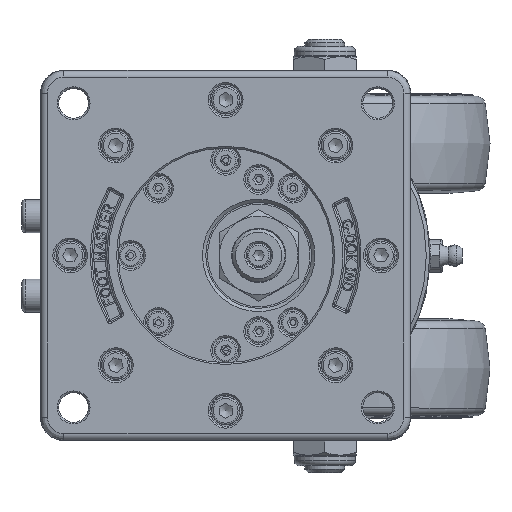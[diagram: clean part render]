
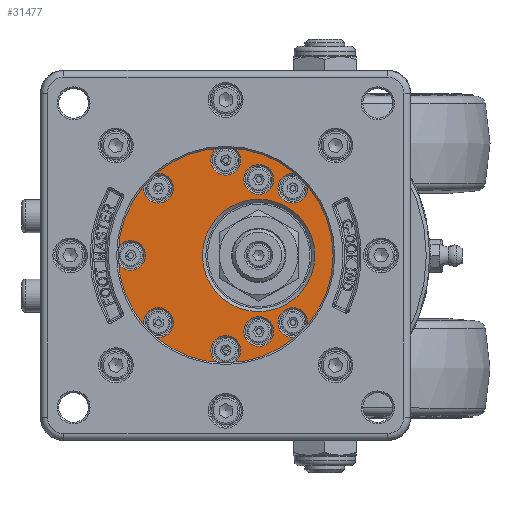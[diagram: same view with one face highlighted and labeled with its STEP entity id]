
A CAD part, top view. The second image highlights one B-rep face of the part: STEP entity #31477.
In plain terms, the highlighted planar face has unit normal (0, 0, 1).
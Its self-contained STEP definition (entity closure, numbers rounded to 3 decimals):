
#6727=FACE_BOUND('',#9129,.T.);
#6728=FACE_BOUND('',#9130,.T.);
#6729=FACE_BOUND('',#9131,.T.);
#6730=FACE_BOUND('',#9132,.T.);
#6731=FACE_BOUND('',#9133,.T.);
#6732=FACE_BOUND('',#9134,.T.);
#6733=FACE_BOUND('',#9135,.T.);
#6734=FACE_BOUND('',#9136,.T.);
#6735=FACE_BOUND('',#9137,.T.);
#6736=FACE_BOUND('',#9138,.T.);
#7309=FACE_OUTER_BOUND('',#9128,.T.);
#9128=EDGE_LOOP('',(#21211));
#9129=EDGE_LOOP('',(#21212));
#9130=EDGE_LOOP('',(#21213));
#9131=EDGE_LOOP('',(#21214));
#9132=EDGE_LOOP('',(#21215));
#9133=EDGE_LOOP('',(#21216));
#9134=EDGE_LOOP('',(#21217));
#9135=EDGE_LOOP('',(#21218));
#9136=EDGE_LOOP('',(#21219));
#9137=EDGE_LOOP('',(#21220));
#9138=EDGE_LOOP('',(#21221));
#10936=CIRCLE('',#33533,34.5);
#10937=CIRCLE('',#33535,17.);
#10942=CIRCLE('',#33543,4.5);
#10945=CIRCLE('',#33548,4.5);
#10948=CIRCLE('',#33553,4.5);
#10951=CIRCLE('',#33558,4.5);
#10954=CIRCLE('',#33563,4.5);
#10957=CIRCLE('',#33568,4.5);
#10960=CIRCLE('',#33573,4.5);
#10963=CIRCLE('',#33578,4.5);
#10964=CIRCLE('',#33580,4.5);
#12174=VERTEX_POINT('',#52514);
#12175=VERTEX_POINT('',#52518);
#12180=VERTEX_POINT('',#52534);
#12183=VERTEX_POINT('',#52544);
#12186=VERTEX_POINT('',#52554);
#12189=VERTEX_POINT('',#52564);
#12192=VERTEX_POINT('',#52574);
#12195=VERTEX_POINT('',#52584);
#12198=VERTEX_POINT('',#52594);
#12201=VERTEX_POINT('',#52604);
#12202=VERTEX_POINT('',#52608);
#15571=EDGE_CURVE('',#12174,#12174,#10936,.T.);
#15572=EDGE_CURVE('',#12175,#12175,#10937,.T.);
#15580=EDGE_CURVE('',#12180,#12180,#10942,.T.);
#15585=EDGE_CURVE('',#12183,#12183,#10945,.T.);
#15590=EDGE_CURVE('',#12186,#12186,#10948,.T.);
#15595=EDGE_CURVE('',#12189,#12189,#10951,.T.);
#15600=EDGE_CURVE('',#12192,#12192,#10954,.T.);
#15605=EDGE_CURVE('',#12195,#12195,#10957,.T.);
#15610=EDGE_CURVE('',#12198,#12198,#10960,.T.);
#15615=EDGE_CURVE('',#12201,#12201,#10963,.T.);
#15617=EDGE_CURVE('',#12202,#12202,#10964,.T.);
#21211=ORIENTED_EDGE('',*,*,#15571,.F.);
#21212=ORIENTED_EDGE('',*,*,#15615,.F.);
#21213=ORIENTED_EDGE('',*,*,#15605,.F.);
#21214=ORIENTED_EDGE('',*,*,#15595,.F.);
#21215=ORIENTED_EDGE('',*,*,#15585,.F.);
#21216=ORIENTED_EDGE('',*,*,#15572,.F.);
#21217=ORIENTED_EDGE('',*,*,#15580,.F.);
#21218=ORIENTED_EDGE('',*,*,#15590,.F.);
#21219=ORIENTED_EDGE('',*,*,#15600,.F.);
#21220=ORIENTED_EDGE('',*,*,#15610,.F.);
#21221=ORIENTED_EDGE('',*,*,#15617,.F.);
#28728=PLANE('',#33579);
#31477=ADVANCED_FACE('',(#7309,#6727,#6728,#6729,#6730,#6731,#6732,#6733,
#6734,#6735,#6736),#28728,.F.);
#33533=AXIS2_PLACEMENT_3D('',#52516,#37005,#37006);
#33535=AXIS2_PLACEMENT_3D('',#52519,#37009,#37010);
#33543=AXIS2_PLACEMENT_3D('',#52535,#37028,#37029);
#33548=AXIS2_PLACEMENT_3D('',#52545,#37040,#37041);
#33553=AXIS2_PLACEMENT_3D('',#52555,#37052,#37053);
#33558=AXIS2_PLACEMENT_3D('',#52565,#37064,#37065);
#33563=AXIS2_PLACEMENT_3D('',#52575,#37076,#37077);
#33568=AXIS2_PLACEMENT_3D('',#52585,#37088,#37089);
#33573=AXIS2_PLACEMENT_3D('',#52595,#37100,#37101);
#33578=AXIS2_PLACEMENT_3D('',#52605,#37112,#37113);
#33579=AXIS2_PLACEMENT_3D('',#52607,#37115,#37116);
#33580=AXIS2_PLACEMENT_3D('',#52609,#37117,#37118);
#37005=DIRECTION('center_axis',(0.,0.,
-1.));
#37006=DIRECTION('ref_axis',(-1.,0.,0.));
#37009=DIRECTION('center_axis',(0.,0.,
1.));
#37010=DIRECTION('ref_axis',(1.,0.,0.));
#37028=DIRECTION('center_axis',(0.,0.,
1.));
#37029=DIRECTION('ref_axis',(1.,0.,0.));
#37040=DIRECTION('center_axis',(0.,0.,
1.));
#37041=DIRECTION('ref_axis',(0.707,-0.707,0.));
#37052=DIRECTION('center_axis',(0.,0.,
1.));
#37053=DIRECTION('ref_axis',(0.,-1.,0.));
#37064=DIRECTION('center_axis',(0.,0.,
1.));
#37065=DIRECTION('ref_axis',(-0.707,-0.707,0.));
#37076=DIRECTION('center_axis',(0.,0.,
1.));
#37077=DIRECTION('ref_axis',(-1.,0.,0.));
#37088=DIRECTION('center_axis',(0.,0.,
1.));
#37089=DIRECTION('ref_axis',(-0.707,0.707,0.));
#37100=DIRECTION('center_axis',(0.,0.,
1.));
#37101=DIRECTION('ref_axis',(0.,1.,0.));
#37112=DIRECTION('center_axis',(0.,0.,
1.));
#37113=DIRECTION('ref_axis',(1.,0.,0.));
#37115=DIRECTION('center_axis',(0.,0.,
-1.));
#37116=DIRECTION('ref_axis',(1.,0.,0.));
#37117=DIRECTION('center_axis',(0.,0.,
1.));
#37118=DIRECTION('ref_axis',(-1.,0.,0.));
#52514=CARTESIAN_POINT('',(34.5,0.,-7.2));
#52516=CARTESIAN_POINT('Origin',(0.,0.,
-7.2));
#52518=CARTESIAN_POINT('',(-7.,0.,-7.2));
#52519=CARTESIAN_POINT('Origin',(10.,0.,-7.2));
#52534=CARTESIAN_POINT('',(15.829,-20.329,-7.2));
#52535=CARTESIAN_POINT('Origin',(20.329,-20.329,-7.2));
#52544=CARTESIAN_POINT('',(-3.182,-25.568,-7.2));
#52545=CARTESIAN_POINT('Origin',(0.,-28.75,-7.2));
#52554=CARTESIAN_POINT('',(-20.329,-15.829,-7.2));
#52555=CARTESIAN_POINT('Origin',(-20.329,-20.329,-7.2));
#52564=CARTESIAN_POINT('',(-25.568,3.182,-7.2));
#52565=CARTESIAN_POINT('Origin',(-28.75,0.,-7.2));
#52574=CARTESIAN_POINT('',(-15.829,20.329,-7.2));
#52575=CARTESIAN_POINT('Origin',(-20.329,20.329,-7.2));
#52584=CARTESIAN_POINT('',(3.182,25.568,-7.2));
#52585=CARTESIAN_POINT('Origin',(0.,28.75,-7.2));
#52594=CARTESIAN_POINT('',(20.329,15.829,-7.2));
#52595=CARTESIAN_POINT('Origin',(20.329,20.329,-7.2));
#52604=CARTESIAN_POINT('',(5.5,-23.,-7.2));
#52605=CARTESIAN_POINT('Origin',(10.,-23.,-7.2));
#52607=CARTESIAN_POINT('Origin',(0.,0.,
-7.2));
#52608=CARTESIAN_POINT('',(14.5,23.,-7.2));
#52609=CARTESIAN_POINT('Origin',(10.,23.,-7.2));
